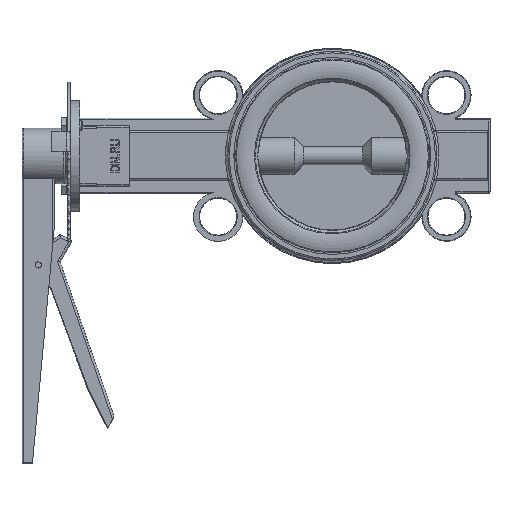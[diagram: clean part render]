
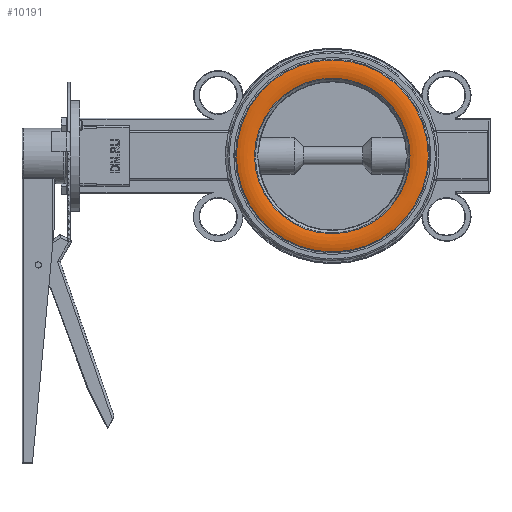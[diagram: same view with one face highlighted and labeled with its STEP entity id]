
A CAD part, left-side view. The second image highlights one B-rep face of the part: STEP entity #10191.
In plain terms, the highlighted toroidal (fillet/blend) face has major radius 70.337 mm and minor radius 21.174 mm.
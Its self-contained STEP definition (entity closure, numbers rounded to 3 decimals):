
#196=TOROIDAL_SURFACE('',#11147,70.337,21.174);
#910=FACE_OUTER_BOUND('',#1492,.T.);
#1492=EDGE_LOOP('',(#7653,#7654,#7655,#7656));
#3610=CIRCLE('',#11136,77.97);
#3613=CIRCLE('',#11141,63.161);
#3615=CIRCLE('',#11148,21.174);
#4312=VERTEX_POINT('',#17581);
#4314=VERTEX_POINT('',#17590);
#5490=EDGE_CURVE('',#4312,#4312,#3610,.T.);
#5494=EDGE_CURVE('',#4314,#4314,#3613,.T.);
#5498=EDGE_CURVE('',#4312,#4314,#3615,.T.);
#7653=ORIENTED_EDGE('',*,*,#5490,.F.);
#7654=ORIENTED_EDGE('',*,*,#5498,.T.);
#7655=ORIENTED_EDGE('',*,*,#5494,.F.);
#7656=ORIENTED_EDGE('',*,*,#5498,.F.);
#10191=ADVANCED_FACE('',(#910),#196,.T.);
#11136=AXIS2_PLACEMENT_3D('',#17583,#12930,#12931);
#11141=AXIS2_PLACEMENT_3D('',#17591,#12941,#12942);
#11147=AXIS2_PLACEMENT_3D('',#17623,#12953,#12954);
#11148=AXIS2_PLACEMENT_3D('',#17624,#12955,#12956);
#12930=DIRECTION('center_axis',(0.,0.,1.));
#12931=DIRECTION('ref_axis',(0.,1.,0.));
#12941=DIRECTION('center_axis',(0.,0.,-1.));
#12942=DIRECTION('ref_axis',(0.,1.,0.));
#12953=DIRECTION('center_axis',(0.,0.,1.));
#12954=DIRECTION('ref_axis',(1.,0.,0.));
#12955=DIRECTION('center_axis',(0.,-1.,0.));
#12956=DIRECTION('ref_axis',(-1.,0.,0.));
#17581=CARTESIAN_POINT('',(-77.97,42.205,-70.093));
#17583=CARTESIAN_POINT('Origin',(0.,42.205,-70.093));
#17590=CARTESIAN_POINT('',(-63.161,42.205,-70.264));
#17591=CARTESIAN_POINT('Origin',(0.,42.205,-70.264));
#17623=CARTESIAN_POINT('Origin',(0.,42.205,-50.343));
#17624=CARTESIAN_POINT('Origin',(-70.337,42.205,-50.343));
